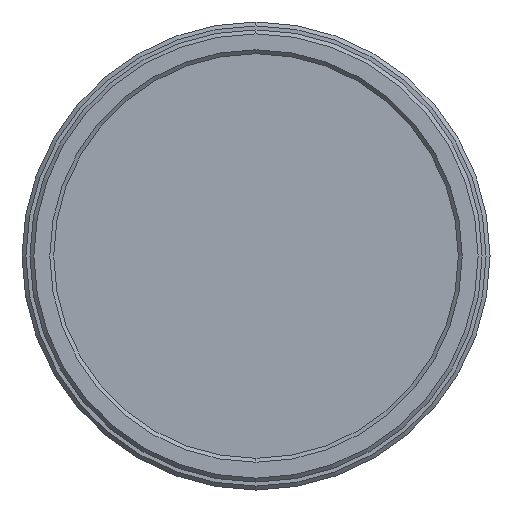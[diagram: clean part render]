
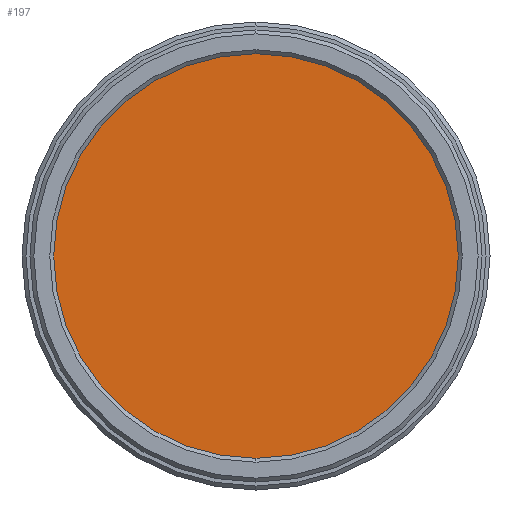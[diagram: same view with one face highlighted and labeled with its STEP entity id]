
A CAD part, left-side view. The second image highlights one B-rep face of the part: STEP entity #197.
In plain terms, the highlighted planar face has unit normal (-1, 0, 0).
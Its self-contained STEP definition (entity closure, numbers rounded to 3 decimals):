
#197=ADVANCED_FACE('Volume46',(#257),#920,.T.);
#257=FACE_OUTER_BOUND('',#789,.T.);
#480=ORIENTED_EDGE('',*,*,#593,.F.);
#481=ORIENTED_EDGE('',*,*,#592,.F.);
#592=EDGE_CURVE('22',#728,#729,#660,.T.);
#593=EDGE_CURVE('21',#729,#728,#661,.T.);
#660=CIRCLE('',#1274,12.75);
#661=CIRCLE('',#1276,12.75);
#728=VERTEX_POINT('22',#1148);
#729=VERTEX_POINT('21',#1150);
#789=EDGE_LOOP('',(#480,#481));
#920=PLANE('',#1277);
#1148=CARTESIAN_POINT('',(3.,0.,-12.75));
#1150=CARTESIAN_POINT('',(3.,0.,12.75));
#1152=CARTESIAN_POINT('',(3.,0.,0.));
#1154=CARTESIAN_POINT('',(3.,0.,0.));
#1155=CARTESIAN_POINT('',(3.,13.27,-13.25));
#1274=AXIS2_PLACEMENT_3D('',#1152,#1279,#1281);
#1276=AXIS2_PLACEMENT_3D('',#1154,#1279,#1278);
#1277=AXIS2_PLACEMENT_3D('',#1155,#1282,#1280);
#1278=DIRECTION('',(0.,0.,1.));
#1279=DIRECTION('',(1.,0.,0.));
#1280=DIRECTION('',(0.,-1.,0.));
#1281=DIRECTION('',(0.,0.,-1.));
#1282=DIRECTION('',(-1.,0.,0.));
